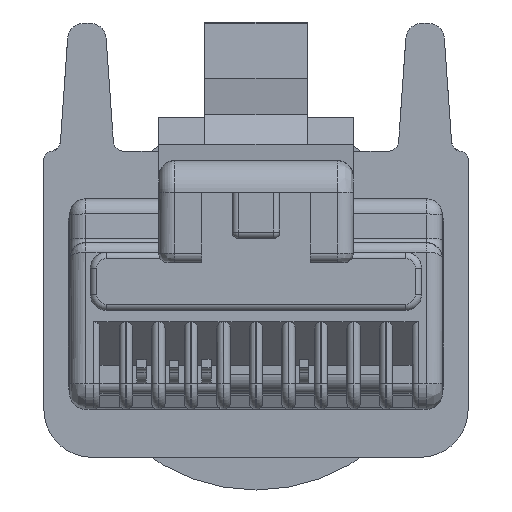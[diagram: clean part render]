
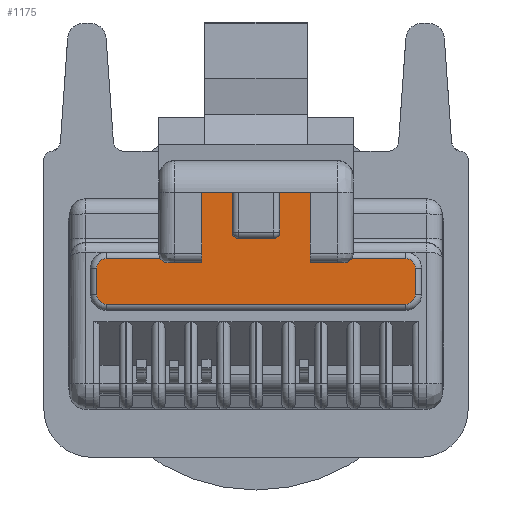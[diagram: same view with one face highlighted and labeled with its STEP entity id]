
A CAD part, front view. The second image highlights one B-rep face of the part: STEP entity #1175.
In plain terms, the highlighted planar face has unit normal (0, -1, 0).
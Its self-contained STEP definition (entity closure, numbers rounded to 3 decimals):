
#509=CIRCLE('',#11404,0.2);
#510=CIRCLE('',#11407,0.2);
#514=CIRCLE('',#11416,0.3);
#518=CIRCLE('',#11422,0.3);
#535=CIRCLE('',#11518,0.3);
#545=CIRCLE('',#11540,0.3);
#546=CIRCLE('',#11541,0.3);
#547=CIRCLE('',#11542,0.3);
#1175=ADVANCED_FACE('',(#2095),#1692,.F.);
#1692=PLANE('',#11543);
#2095=FACE_OUTER_BOUND('',#2707,.T.);
#2707=EDGE_LOOP('',(#4195,#4196,#4197,#4198,#4199,#4200,#4201,#4202,#4203,
#4204,#4205,#4206,#4207,#4208,#4209,#4210,#4211,#4212,#4213,#4214,#4215,
#4216));
#4195=ORIENTED_EDGE('',*,*,#7866,.T.);
#4196=ORIENTED_EDGE('',*,*,#7865,.F.);
#4197=ORIENTED_EDGE('',*,*,#7859,.T.);
#4198=ORIENTED_EDGE('',*,*,#8018,.T.);
#4199=ORIENTED_EDGE('',*,*,#8020,.F.);
#4200=ORIENTED_EDGE('',*,*,#8021,.F.);
#4201=ORIENTED_EDGE('',*,*,#8022,.F.);
#4202=ORIENTED_EDGE('',*,*,#7868,.F.);
#4203=ORIENTED_EDGE('',*,*,#7857,.F.);
#4204=ORIENTED_EDGE('',*,*,#7854,.F.);
#4205=ORIENTED_EDGE('',*,*,#7851,.F.);
#4206=ORIENTED_EDGE('',*,*,#7848,.F.);
#4207=ORIENTED_EDGE('',*,*,#7982,.F.);
#4208=ORIENTED_EDGE('',*,*,#8023,.F.);
#4209=ORIENTED_EDGE('',*,*,#8024,.F.);
#4210=ORIENTED_EDGE('',*,*,#7983,.T.);
#4211=ORIENTED_EDGE('',*,*,#7843,.T.);
#4212=ORIENTED_EDGE('',*,*,#7840,.F.);
#4213=ORIENTED_EDGE('',*,*,#7839,.T.);
#4214=ORIENTED_EDGE('',*,*,#7836,.F.);
#4215=ORIENTED_EDGE('',*,*,#7835,.T.);
#4216=ORIENTED_EDGE('',*,*,#7832,.F.);
#6691=VERTEX_POINT('',#16332);
#6692=VERTEX_POINT('',#16334);
#6693=VERTEX_POINT('',#16338);
#6694=VERTEX_POINT('',#16342);
#6695=VERTEX_POINT('',#16346);
#6696=VERTEX_POINT('',#16350);
#6698=VERTEX_POINT('',#16356);
#6701=VERTEX_POINT('',#16364);
#6702=VERTEX_POINT('',#16366);
#6704=VERTEX_POINT('',#16372);
#6706=VERTEX_POINT('',#16378);
#6708=VERTEX_POINT('',#16384);
#6709=VERTEX_POINT('',#16388);
#6710=VERTEX_POINT('',#16389);
#6712=VERTEX_POINT('',#16396);
#6714=VERTEX_POINT('',#16405);
#6760=VERTEX_POINT('',#16753);
#6761=VERTEX_POINT('',#16757);
#6785=VERTEX_POINT('',#16864);
#6786=VERTEX_POINT('',#16868);
#6787=VERTEX_POINT('',#16870);
#6788=VERTEX_POINT('',#16873);
#7832=EDGE_CURVE('',#6691,#6692,#509,.T.);
#7835=EDGE_CURVE('',#6693,#6692,#9325,.T.);
#7836=EDGE_CURVE('',#6693,#6694,#510,.T.);
#7839=EDGE_CURVE('',#6695,#6694,#9328,.T.);
#7840=EDGE_CURVE('',#6695,#6696,#9329,.T.);
#7843=EDGE_CURVE('',#6698,#6696,#9332,.T.);
#7848=EDGE_CURVE('',#6701,#6702,#9336,.T.);
#7851=EDGE_CURVE('',#6702,#6704,#514,.T.);
#7854=EDGE_CURVE('',#6704,#6706,#9338,.T.);
#7857=EDGE_CURVE('',#6706,#6708,#518,.T.);
#7859=EDGE_CURVE('',#6709,#6710,#9339,.T.);
#7865=EDGE_CURVE('',#6709,#6712,#9345,.T.);
#7866=EDGE_CURVE('',#6691,#6712,#9346,.T.);
#7868=EDGE_CURVE('',#6708,#6714,#9348,.T.);
#7982=EDGE_CURVE('',#6760,#6701,#535,.T.);
#7983=EDGE_CURVE('',#6761,#6698,#9432,.T.);
#8018=EDGE_CURVE('',#6710,#6785,#9456,.T.);
#8020=EDGE_CURVE('',#6786,#6785,#545,.T.);
#8021=EDGE_CURVE('',#6787,#6786,#9458,.T.);
#8022=EDGE_CURVE('',#6714,#6787,#546,.T.);
#8023=EDGE_CURVE('',#6788,#6760,#9459,.T.);
#8024=EDGE_CURVE('',#6761,#6788,#547,.T.);
#9325=LINE('',#16339,#10379);
#9328=LINE('',#16347,#10382);
#9329=LINE('',#16349,#10383);
#9332=LINE('',#16355,#10386);
#9336=LINE('',#16365,#10390);
#9338=LINE('',#16377,#10392);
#9339=LINE('',#16387,#10393);
#9345=LINE('',#16398,#10399);
#9346=LINE('',#16400,#10400);
#9348=LINE('',#16404,#10402);
#9432=LINE('',#16756,#10486);
#9456=LINE('',#16863,#10510);
#9458=LINE('',#16869,#10512);
#9459=LINE('',#16872,#10513);
#10379=VECTOR('',#13029,1.);
#10382=VECTOR('',#13038,1.);
#10383=VECTOR('',#13041,1.);
#10386=VECTOR('',#13046,1.);
#10390=VECTOR('',#13054,1.);
#10392=VECTOR('',#13068,1.);
#10393=VECTOR('',#13081,1.);
#10399=VECTOR('',#13089,1.);
#10400=VECTOR('',#13092,1.);
#10402=VECTOR('',#13096,1.);
#10486=VECTOR('',#13364,1.);
#10510=VECTOR('',#13426,1.);
#10512=VECTOR('',#13432,1.);
#10513=VECTOR('',#13435,1.);
#11404=AXIS2_PLACEMENT_3D('',#16333,#13023,#13024);
#11407=AXIS2_PLACEMENT_3D('',#16341,#13032,#13033);
#11416=AXIS2_PLACEMENT_3D('',#16371,#13061,#13062);
#11422=AXIS2_PLACEMENT_3D('',#16383,#13075,#13076);
#11518=AXIS2_PLACEMENT_3D('',#16754,#13360,#13361);
#11540=AXIS2_PLACEMENT_3D('',#16867,#13430,#13431);
#11541=AXIS2_PLACEMENT_3D('',#16871,#13433,#13434);
#11542=AXIS2_PLACEMENT_3D('',#16874,#13436,#13437);
#11543=AXIS2_PLACEMENT_3D('',#16875,#13438,#13439);
#13023=DIRECTION('',(0.,-1.,0.));
#13024=DIRECTION('',(-1.,0.,0.));
#13029=DIRECTION('',(-1.,0.,0.));
#13032=DIRECTION('',(0.,-1.,0.));
#13033=DIRECTION('',(0.,0.,-1.));
#13038=DIRECTION('',(0.,0.,-1.));
#13041=DIRECTION('',(1.,0.,0.));
#13046=DIRECTION('',(0.,0.,1.));
#13054=DIRECTION('',(0.,0.,-1.));
#13061=DIRECTION('',(0.,1.,0.));
#13062=DIRECTION('',(1.,0.,0.));
#13068=DIRECTION('',(-1.,0.,0.));
#13075=DIRECTION('',(0.,1.,0.));
#13076=DIRECTION('',(0.,0.,-1.));
#13081=DIRECTION('',(0.,0.,-1.));
#13089=DIRECTION('',(1.,0.,0.));
#13092=DIRECTION('',(0.,0.,1.));
#13096=DIRECTION('',(0.,0.,1.));
#13360=DIRECTION('',(0.,1.,0.));
#13361=DIRECTION('',(0.,0.,1.));
#13364=DIRECTION('',(-1.,0.,0.));
#13426=DIRECTION('',(-1.,0.,0.));
#13430=DIRECTION('',(0.,-1.,0.));
#13431=DIRECTION('',(-0.824,0.,-0.567));
#13432=DIRECTION('',(1.,0.,0.));
#13433=DIRECTION('',(0.,1.,0.));
#13434=DIRECTION('',(-1.,0.,0.));
#13435=DIRECTION('',(1.,0.,0.));
#13436=DIRECTION('',(0.,-1.,0.));
#13437=DIRECTION('',(0.,0.,-1.));
#13438=DIRECTION('',(0.,1.,0.));
#13439=DIRECTION('',(-1.,0.,0.));
#16332=CARTESIAN_POINT('',(49.25,-93.8,10.26));
#16333=CARTESIAN_POINT('',(49.45,-93.8,10.26));
#16334=CARTESIAN_POINT('',(49.45,-93.8,10.06));
#16338=CARTESIAN_POINT('',(50.55,-93.8,10.06));
#16339=CARTESIAN_POINT('',(50.55,-93.8,10.06));
#16341=CARTESIAN_POINT('',(50.55,-93.8,10.26));
#16342=CARTESIAN_POINT('',(50.75,-93.8,10.26));
#16346=CARTESIAN_POINT('',(50.75,-93.8,11.5));
#16347=CARTESIAN_POINT('',(50.75,-93.8,11.5));
#16349=CARTESIAN_POINT('',(50.75,-93.8,11.5));
#16350=CARTESIAN_POINT('',(51.7,-93.8,11.5));
#16355=CARTESIAN_POINT('',(51.7,-93.8,9.3));
#16356=CARTESIAN_POINT('',(51.7,-93.8,9.3));
#16364=CARTESIAN_POINT('',(54.99,-93.8,9.13));
#16365=CARTESIAN_POINT('',(54.99,-93.8,9.13));
#16366=CARTESIAN_POINT('',(54.99,-93.8,8.3));
#16371=CARTESIAN_POINT('',(54.69,-93.8,8.3));
#16372=CARTESIAN_POINT('',(54.69,-93.8,8.));
#16377=CARTESIAN_POINT('',(54.69,-93.8,8.));
#16378=CARTESIAN_POINT('',(45.31,-93.8,8.));
#16383=CARTESIAN_POINT('',(45.31,-93.8,8.3));
#16384=CARTESIAN_POINT('',(45.01,-93.8,8.3));
#16387=CARTESIAN_POINT('',(48.3,-93.8,11.5));
#16388=CARTESIAN_POINT('',(48.3,-93.8,11.5));
#16389=CARTESIAN_POINT('',(48.3,-93.8,9.3));
#16396=CARTESIAN_POINT('',(49.25,-93.8,11.5));
#16398=CARTESIAN_POINT('',(48.3,-93.8,11.5));
#16400=CARTESIAN_POINT('',(49.25,-93.8,10.26));
#16404=CARTESIAN_POINT('',(45.01,-93.8,8.3));
#16405=CARTESIAN_POINT('',(45.01,-93.8,9.13));
#16753=CARTESIAN_POINT('',(54.69,-93.8,9.43));
#16754=CARTESIAN_POINT('',(54.69,-93.8,9.13));
#16756=CARTESIAN_POINT('',(52.75,-93.8,9.3));
#16757=CARTESIAN_POINT('',(52.75,-93.8,9.3));
#16863=CARTESIAN_POINT('',(48.3,-93.8,9.3));
#16864=CARTESIAN_POINT('',(47.25,-93.8,9.3));
#16867=CARTESIAN_POINT('',(47.25,-93.8,9.6));
#16868=CARTESIAN_POINT('',(47.003,-93.8,9.43));
#16869=CARTESIAN_POINT('',(45.31,-93.8,9.43));
#16870=CARTESIAN_POINT('',(45.31,-93.8,9.43));
#16871=CARTESIAN_POINT('',(45.31,-93.8,9.13));
#16872=CARTESIAN_POINT('',(52.997,-93.8,9.43));
#16873=CARTESIAN_POINT('',(52.997,-93.8,9.43));
#16874=CARTESIAN_POINT('',(52.75,-93.8,9.6));
#16875=CARTESIAN_POINT('',(50.,-93.8,9.75));
